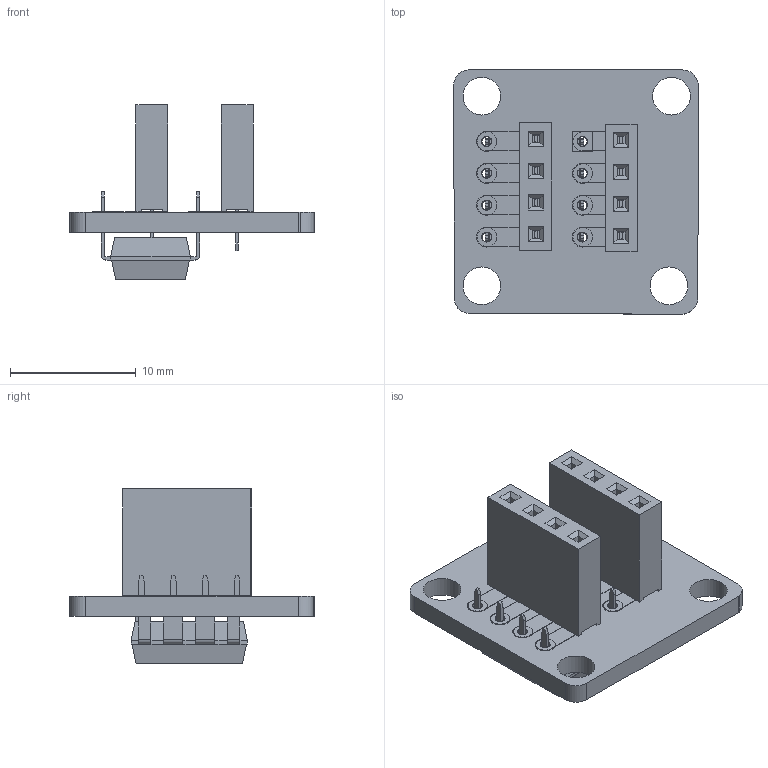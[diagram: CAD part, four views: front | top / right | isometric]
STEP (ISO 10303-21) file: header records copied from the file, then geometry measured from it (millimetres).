
FILE_DESCRIPTION(('KiCad electronic assembly'),'2;1');
FILE_NAME('protorack-A-555-Socket.step','2025-02-03T22:10:32',('Pcbnew') ,('Kicad'),'Open CASCADE STEP processor 7.8','KiCad to STEP converter' ,'Unknown');
FILE_SCHEMA(('AUTOMOTIVE_DESIGN { 1 0 10303 214 1 1 1 1 }'));
Length unit declared in the file: millimetre
Products named in the file (70): protorack-A-555-Socket 1; PinSocket_1x04_P2.54mm_Vertical; DIP-8_W7.62mm; protorack-A-555_track_1; protorack-A-555_track_2; protorack-A-555_track_3; protorack-A-555_track_4; protorack-A-555_track_5; protorack-A-555_track_6; protorack-A-555_track_7; protorack-A-555_track_8; protorack-A-555_track_9; protorack-A-555_track_10; protorack-A-555_track_11; protorack-A-555_track_12; protorack-A-555_track_13; protorack-A-555_track_14; protorack-A-555_track_15; protorack-A-555_track_16; protorack-A-555_pad_1; protorack-A-555_pad_2; protorack-A-555_pad_3; protorack-A-555_pad_4; protorack-A-555_pad_5; protorack-A-555_pad_6; protorack-A-555_pad_7; protorack-A-555_pad_8; protorack-A-555_pad_9; protorack-A-555_pad_10; protorack-A-555_pad_11; protorack-A-555_pad_12; protorack-A-555_pad_13; protorack-A-555_pad_14; protorack-A-555_pad_15; protorack-A-555_pad_16; protorack-A-555_pad_17; protorack-A-555_pad_18; protorack-A-555_pad_19; protorack-A-555_pad_20; protorack-A-555_pad_21 ...
Assembly tree (70 placements, depth 3):
  protorack-A-555-Socket 1
    PinSocket_1x04_P2.54mm_Vertical  x2
      PinSocket_1x04_P2.54mm_Vertical
    DIP-8_W7.62mm
      DIP-8_W7.62mm
    protorack-A-555_track_1
    protorack-A-555_track_2
    protorack-A-555_track_3
    protorack-A-555_track_4
    protorack-A-555_track_5
    protorack-A-555_track_6
    protorack-A-555_track_7
    protorack-A-555_track_8
    protorack-A-555_track_9
    protorack-A-555_track_10
    protorack-A-555_track_11
    protorack-A-555_track_12
    protorack-A-555_track_13
    protorack-A-555_track_14
    protorack-A-555_track_15
    protorack-A-555_track_16
    protorack-A-555_pad_1
    protorack-A-555_pad_2
    protorack-A-555_pad_3
    protorack-A-555_pad_4
    protorack-A-555_pad_5
    protorack-A-555_pad_6
    protorack-A-555_pad_7
    protorack-A-555_pad_8
    protorack-A-555_pad_9
    protorack-A-555_pad_10
    protorack-A-555_pad_11
    protorack-A-555_pad_12
    protorack-A-555_pad_13
    protorack-A-555_pad_14
    protorack-A-555_pad_15
    protorack-A-555_pad_16
    protorack-A-555_pad_17
    protorack-A-555_pad_18
    protorack-A-555_pad_19
    protorack-A-555_pad_20
    protorack-A-555_pad_21
    protorack-A-555_pad_22
    protorack-A-555_pad_23
    protorack-A-555_pad_24
    protorack-A-555_pad_25
    protorack-A-555_pad_26
    protorack-A-555_pad_27
    protorack-A-555_pad_28
    protorack-A-555_pad_29
    protorack-A-555_pad_30
    protorack-A-555_pad_31
    protorack-A-555_pad_32
    protorack-A-555_pad_33
    protorack-A-555_pad_34
    protorack-A-555_pad_35
    protorack-A-555_pad_36
    protorack-A-555_pad_37
    protorack-A-555_pad_38
    protorack-A-555_pad_39
Bounding box: 19.48 x 19.47 x 13.88 mm (x, y, z)
Volume: 1144.3 mm3; surface area: 2348.8 mm2
Topology: 68 solids, 68 shells, 1473 faces, 3889 edges, 2568 vertices
Faces by surface type: plane 1284, cylinder 169, bspline 20
Full cylindrical faces by diameter (mm): 0.75 x32, 0.8 x16, 0.95 x36, 1 x16, 3 x4
Entity records: 45522 total; most frequent: CARTESIAN_POINT 7775, ORIENTED_EDGE 7186, DIRECTION 6734, EDGE_CURVE 3593, LINE 3234, VECTOR 3234, VERTEX_POINT 2376, AXIS2_PLACEMENT_3D 1750
